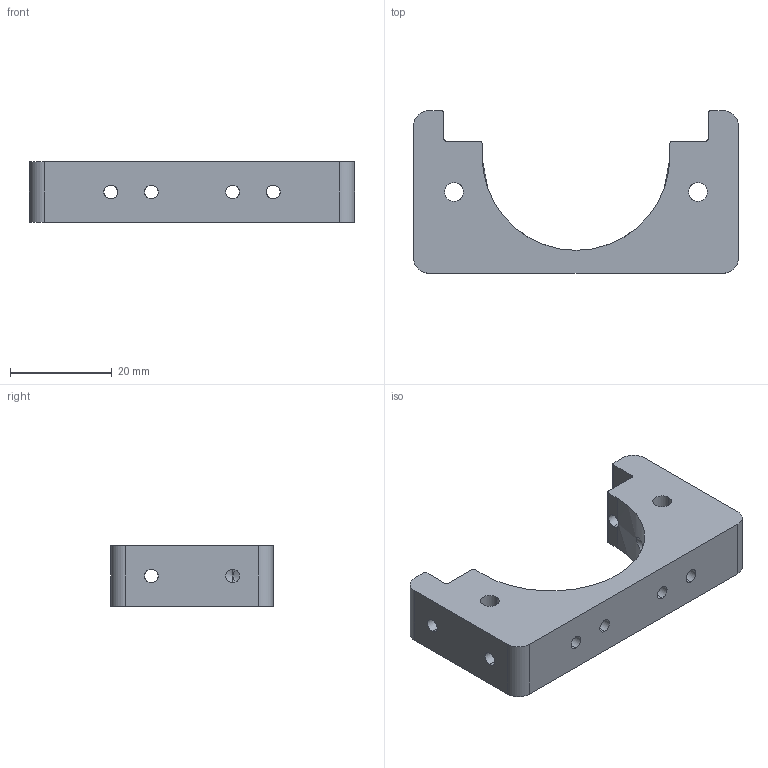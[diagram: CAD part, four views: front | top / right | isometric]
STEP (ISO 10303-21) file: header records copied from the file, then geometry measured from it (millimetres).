
FILE_DESCRIPTION (( 'STEP AP214' ), '1' );
FILE_NAME ('DC Motor Mount New Base.step', '2017-10-17T01:20:19', ( '' ), ( '' ), 'SwSTEP 2.0', 'SolidWorks 2017', '' );
FILE_SCHEMA (( 'AUTOMOTIVE_DESIGN' ));
Length unit declared in the file: millimetre
Products named in the file (1): DC Motor Mount New Base
Bounding box: 64 x 32 x 12 mm (x, y, z)
Volume: 12077.8 mm3; surface area: 5882.5 mm2
Topology: 1 solids, 1 shells, 64 faces, 182 edges, 108 vertices
Faces by surface type: cylinder 43, plane 13, cone 8
Entity records: 2358 total; most frequent: CARTESIAN_POINT 665, ORIENTED_EDGE 348, DIRECTION 346, EDGE_CURVE 174, AXIS2_PLACEMENT_3D 129, VERTEX_POINT 108, LINE 88, VECTOR 88
